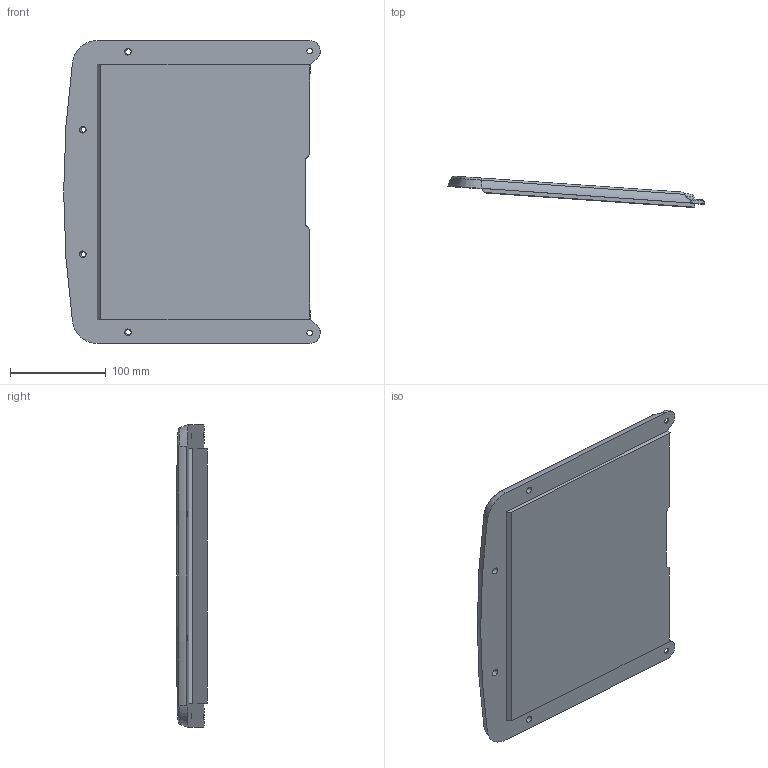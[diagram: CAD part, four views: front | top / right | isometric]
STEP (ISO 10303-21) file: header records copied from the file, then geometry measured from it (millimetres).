
FILE_DESCRIPTION(/* description */ (''),/* implementation_level */ '2;1');
FILE_NAME(/* name */ 'Footpad (Odyssey)(Concave).step',/* time_stamp */ '2024-08-25T02:50:10+01:00',/* author */ (''),/* organization */ (''),/* preprocessor_version */ 'ST-DEVELOPER v20',/* originating_system */ 'Autodesk Translation Framework v13.14.0.145',/* authorisation */ '');
FILE_SCHEMA (('AUTOMOTIVE_DESIGN { 1 0 10303 214 3 1 1 }'));
Length unit declared in the file: millimetre
Products named in the file (1): Footpad (Odyssey)(Front)
Bounding box: 267.73 x 32.31 x 315.76 mm (x, y, z)
Volume: 784636.4 mm3; surface area: 170673.5 mm2
Topology: 1 solids, 1 shells, 61 faces, 170 edges, 107 vertices
Faces by surface type: bspline 17, plane 15, cylinder 13, cone 12, torus 4
Full cylindrical faces by diameter (mm): 5.8 x2
Entity records: 2973 total; most frequent: CARTESIAN_POINT 1472, ORIENTED_EDGE 336, DIRECTION 261, EDGE_CURVE 168, VERTEX_POINT 107, AXIS2_PLACEMENT_3D 99, EDGE_LOOP 71, LINE 63
